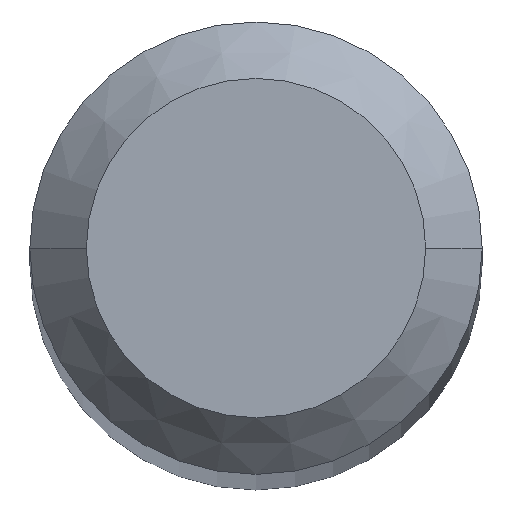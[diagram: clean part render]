
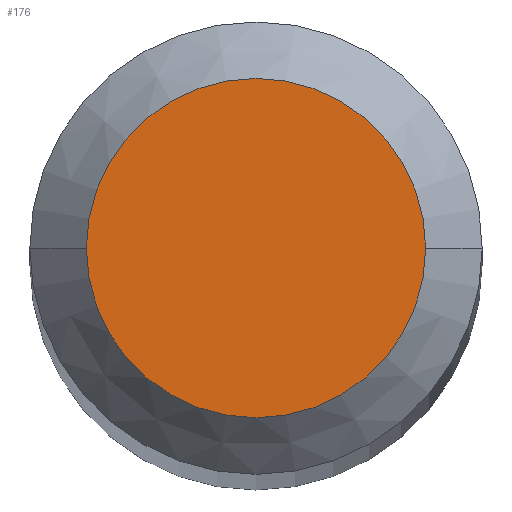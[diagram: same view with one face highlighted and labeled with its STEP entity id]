
A CAD part, top view. The second image highlights one B-rep face of the part: STEP entity #176.
In plain terms, the highlighted planar face has unit normal (0, 0, 1).
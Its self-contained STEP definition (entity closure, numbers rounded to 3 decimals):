
#11 = VERTEX_POINT ( 'NONE', #85 ) ;
#14 = DIRECTION ( 'NONE',  ( 1., 0., 0. ) ) ;
#37 = FACE_OUTER_BOUND ( 'NONE', #54, .T. ) ;
#47 = DIRECTION ( 'NONE',  ( 1., 0., 0. ) ) ;
#54 = EDGE_LOOP ( 'NONE', ( #170, #135 ) ) ;
#85 = CARTESIAN_POINT ( 'NONE',  ( -1.5, 0., 80. ) ) ;
#87 = EDGE_CURVE ( 'NONE', #11, #121, #123, .T. ) ;
#88 = CIRCLE ( 'NONE', #145, 1.5 ) ;
#93 = PLANE ( 'NONE',  #147 ) ;
#98 = DIRECTION ( 'NONE',  ( 0., 0., 1. ) ) ;
#99 = CARTESIAN_POINT ( 'NONE',  ( 0., 0., 80. ) ) ;
#108 = CARTESIAN_POINT ( 'NONE',  ( 0., 0., 80. ) ) ;
#110 = CARTESIAN_POINT ( 'NONE',  ( 0., 0., 80. ) ) ;
#121 = VERTEX_POINT ( 'NONE', #146 ) ;
#123 = CIRCLE ( 'NONE', #185, 1.5 ) ;
#135 = ORIENTED_EDGE ( 'NONE', *, *, #211, .T. ) ;
#145 = AXIS2_PLACEMENT_3D ( 'NONE', #108, #199, #177 ) ;
#146 = CARTESIAN_POINT ( 'NONE',  ( 1.5, 0., 80. ) ) ;
#147 = AXIS2_PLACEMENT_3D ( 'NONE', #110, #157, #47 ) ;
#157 = DIRECTION ( 'NONE',  ( 0., 0., 1. ) ) ;
#170 = ORIENTED_EDGE ( 'NONE', *, *, #87, .T. ) ;
#176 = ADVANCED_FACE ( 'NONE', ( #37 ), #93, .T. ) ;
#177 = DIRECTION ( 'NONE',  ( 1., 0., 0. ) ) ;
#185 = AXIS2_PLACEMENT_3D ( 'NONE', #99, #98, #14 ) ;
#199 = DIRECTION ( 'NONE',  ( 0., 0., 1. ) ) ;
#211 = EDGE_CURVE ( 'NONE', #121, #11, #88, .T. ) ;
